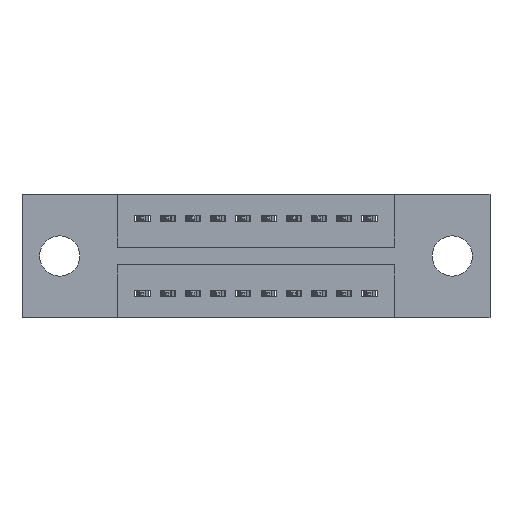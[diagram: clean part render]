
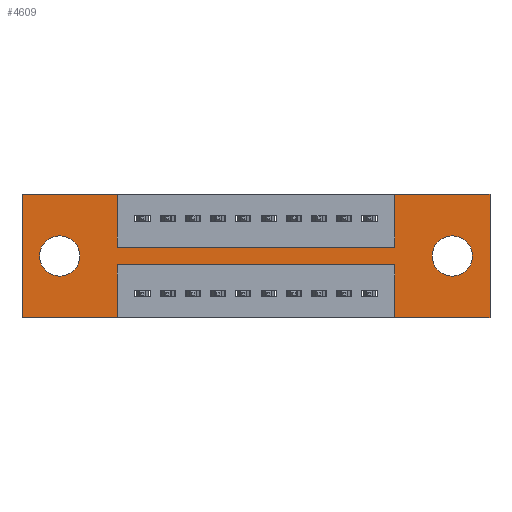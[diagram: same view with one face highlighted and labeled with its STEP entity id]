
A CAD part, front view. The second image highlights one B-rep face of the part: STEP entity #4609.
In plain terms, the highlighted planar face has unit normal (0, -1, 0).
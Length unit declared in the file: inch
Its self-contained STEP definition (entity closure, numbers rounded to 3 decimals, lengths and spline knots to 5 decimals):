
#108 = EDGE_CURVE ( 'NONE', #6865, #3454, #5626, .T. ) ;
#126 = LINE ( 'NONE', #9632, #5754 ) ;
#382 = DIRECTION ( 'NONE',  ( 0., 0., -1. ) ) ;
#423 = CARTESIAN_POINT ( 'NONE',  ( 1.7055, 0., -0.245 ) ) ;
#506 = PLANE ( 'NONE',  #8114 ) ;
#578 = VECTOR ( 'NONE', #8156, 39.37008 ) ;
#815 = VERTEX_POINT ( 'NONE', #3857 ) ;
#823 = EDGE_CURVE ( 'NONE', #4778, #6414, #126, .T. ) ;
#865 = ORIENTED_EDGE ( 'NONE', *, *, #2877, .T. ) ;
#959 = VERTEX_POINT ( 'NONE', #9883 ) ;
#992 = VECTOR ( 'NONE', #3790, 39.37008 ) ;
#1000 = CIRCLE ( 'NONE', #7898, 0.08 ) ;
#1036 = VERTEX_POINT ( 'NONE', #1862 ) ;
#1102 = CARTESIAN_POINT ( 'NONE',  ( 1.855, 0., 0. ) ) ;
#1112 = DIRECTION ( 'NONE',  ( 0., 0., -1. ) ) ;
#1121 = ORIENTED_EDGE ( 'NONE', *, *, #5992, .T. ) ;
#1131 = LINE ( 'NONE', #5982, #5559 ) ;
#1157 = AXIS2_PLACEMENT_3D ( 'NONE', #1777, #6687, #1744 ) ;
#1237 = DIRECTION ( 'NONE',  ( 0., 1., 0. ) ) ;
#1440 = VECTOR ( 'NONE', #4818, 39.37008 ) ;
#1461 = VECTOR ( 'NONE', #5620, 39.37008 ) ;
#1744 = DIRECTION ( 'NONE',  ( 0., 0., 1. ) ) ;
#1777 = CARTESIAN_POINT ( 'NONE',  ( 0.1495, 0., -0.245 ) ) ;
#1862 = CARTESIAN_POINT ( 'NONE',  ( 0.1495, 0., -0.165 ) ) ;
#1935 = CARTESIAN_POINT ( 'NONE',  ( 0., 0., -0.49 ) ) ;
#2377 = CARTESIAN_POINT ( 'NONE',  ( 0.3775, 0., -0.21 ) ) ;
#2548 = ORIENTED_EDGE ( 'NONE', *, *, #10292, .F. ) ;
#2592 = VECTOR ( 'NONE', #7174, 39.37008 ) ;
#2610 = CIRCLE ( 'NONE', #10272, 0.08 ) ;
#2839 = VERTEX_POINT ( 'NONE', #1102 ) ;
#2877 = EDGE_CURVE ( 'NONE', #6188, #7750, #6227, .T. ) ;
#2882 = ORIENTED_EDGE ( 'NONE', *, *, #7788, .F. ) ;
#2954 = CARTESIAN_POINT ( 'NONE',  ( 0., 0., -0.49 ) ) ;
#3040 = EDGE_CURVE ( 'NONE', #7750, #6188, #1000, .T. ) ;
#3163 = LINE ( 'NONE', #5521, #992 ) ;
#3186 = CARTESIAN_POINT ( 'NONE',  ( 0.3775, 0., -0.21 ) ) ;
#3189 = CARTESIAN_POINT ( 'NONE',  ( 1.4775, 0., -0.21 ) ) ;
#3454 = VERTEX_POINT ( 'NONE', #6020 ) ;
#3462 = ORIENTED_EDGE ( 'NONE', *, *, #4570, .F. ) ;
#3477 = EDGE_CURVE ( 'NONE', #959, #10189, #1131, .T. ) ;
#3536 = CARTESIAN_POINT ( 'NONE',  ( 0.1495, 0., -0.325 ) ) ;
#3633 = EDGE_CURVE ( 'NONE', #7823, #7016, #10205, .T. ) ;
#3642 = LINE ( 'NONE', #7280, #578 ) ;
#3790 = DIRECTION ( 'NONE',  ( 1., 0., 0. ) ) ;
#3857 = CARTESIAN_POINT ( 'NONE',  ( 1.855, 0., -0.49 ) ) ;
#3944 = EDGE_LOOP ( 'NONE', ( #5771, #2548, #4471, #7961, #6304, #9039, #2882, #5372, #3462, #5072, #9644, #9049 ) ) ;
#4471 = ORIENTED_EDGE ( 'NONE', *, *, #9600, .F. ) ;
#4505 = EDGE_CURVE ( 'NONE', #2839, #815, #8246, .T. ) ;
#4528 = ORIENTED_EDGE ( 'NONE', *, *, #3040, .T. ) ;
#4570 = EDGE_CURVE ( 'NONE', #5383, #6865, #10308, .T. ) ;
#4609 = ADVANCED_FACE ( 'NONE', ( #9541, #9926, #5301 ), #506, .T. ) ;
#4611 = LINE ( 'NONE', #2377, #1440 ) ;
#4672 = CARTESIAN_POINT ( 'NONE',  ( 1.4775, 0., -0.28 ) ) ;
#4714 = CARTESIAN_POINT ( 'NONE',  ( 0.3775, 0., -0.28 ) ) ;
#4778 = VERTEX_POINT ( 'NONE', #3189 ) ;
#4787 = CIRCLE ( 'NONE', #1157, 0.08 ) ;
#4818 = DIRECTION ( 'NONE',  ( 1., 0., 0. ) ) ;
#5072 = ORIENTED_EDGE ( 'NONE', *, *, #6336, .F. ) ;
#5211 = CARTESIAN_POINT ( 'NONE',  ( 0., 0., -0.49 ) ) ;
#5301 = FACE_OUTER_BOUND ( 'NONE', #3944, .T. ) ;
#5302 = VECTOR ( 'NONE', #1112, 39.37008 ) ;
#5372 = ORIENTED_EDGE ( 'NONE', *, *, #108, .F. ) ;
#5378 = DIRECTION ( 'NONE',  ( 0., -1., 0. ) ) ;
#5383 = VERTEX_POINT ( 'NONE', #10425 ) ;
#5521 = CARTESIAN_POINT ( 'NONE',  ( 0., 0., 0. ) ) ;
#5559 = VECTOR ( 'NONE', #7743, 39.37008 ) ;
#5578 = CARTESIAN_POINT ( 'NONE',  ( 0.1495, 0., -0.245 ) ) ;
#5620 = DIRECTION ( 'NONE',  ( 0., 0., -1. ) ) ;
#5626 = LINE ( 'NONE', #4714, #2592 ) ;
#5666 = EDGE_CURVE ( 'NONE', #10189, #7823, #3642, .T. ) ;
#5754 = VECTOR ( 'NONE', #9696, 39.37008 ) ;
#5771 = ORIENTED_EDGE ( 'NONE', *, *, #823, .F. ) ;
#5821 = LINE ( 'NONE', #5211, #7083 ) ;
#5920 = VECTOR ( 'NONE', #9531, 39.37008 ) ;
#5982 = CARTESIAN_POINT ( 'NONE',  ( 0., 0., -0.49 ) ) ;
#5992 = EDGE_CURVE ( 'NONE', #1036, #7662, #2610, .T. ) ;
#6020 = CARTESIAN_POINT ( 'NONE',  ( 0.3775, 0., -0.28 ) ) ;
#6066 = VECTOR ( 'NONE', #10276, 39.37008 ) ;
#6188 = VERTEX_POINT ( 'NONE', #7856 ) ;
#6227 = CIRCLE ( 'NONE', #6587, 0.08 ) ;
#6229 = EDGE_CURVE ( 'NONE', #6414, #2839, #3163, .T. ) ;
#6294 = EDGE_LOOP ( 'NONE', ( #1121, #8849 ) ) ;
#6304 = ORIENTED_EDGE ( 'NONE', *, *, #5666, .F. ) ;
#6336 = EDGE_CURVE ( 'NONE', #815, #5383, #5821, .T. ) ;
#6375 = EDGE_LOOP ( 'NONE', ( #865, #4528 ) ) ;
#6412 = EDGE_CURVE ( 'NONE', #7662, #1036, #4787, .T. ) ;
#6414 = VERTEX_POINT ( 'NONE', #9557 ) ;
#6587 = AXIS2_PLACEMENT_3D ( 'NONE', #9387, #7639, #6902 ) ;
#6684 = CARTESIAN_POINT ( 'NONE',  ( 0.3775, 0., -0.28 ) ) ;
#6687 = DIRECTION ( 'NONE',  ( 0., 1., 0. ) ) ;
#6746 = CARTESIAN_POINT ( 'NONE',  ( 1.855, 0., 0. ) ) ;
#6797 = DIRECTION ( 'NONE',  ( 0., 0., 1. ) ) ;
#6865 = VERTEX_POINT ( 'NONE', #4672 ) ;
#6902 = DIRECTION ( 'NONE',  ( 0., 0., -1. ) ) ;
#6933 = DIRECTION ( 'NONE',  ( 0., 0., -1. ) ) ;
#6986 = DIRECTION ( 'NONE',  ( -1., 0., 0. ) ) ;
#7016 = VERTEX_POINT ( 'NONE', #8151 ) ;
#7083 = VECTOR ( 'NONE', #6986, 39.37008 ) ;
#7174 = DIRECTION ( 'NONE',  ( -1., 0., 0. ) ) ;
#7280 = CARTESIAN_POINT ( 'NONE',  ( 0., 0., 0. ) ) ;
#7458 = LINE ( 'NONE', #6684, #5302 ) ;
#7639 = DIRECTION ( 'NONE',  ( 0., 1., 0. ) ) ;
#7662 = VERTEX_POINT ( 'NONE', #3536 ) ;
#7743 = DIRECTION ( 'NONE',  ( -1., 0., 0. ) ) ;
#7750 = VERTEX_POINT ( 'NONE', #9189 ) ;
#7760 = CARTESIAN_POINT ( 'NONE',  ( 0., 0., 0. ) ) ;
#7788 = EDGE_CURVE ( 'NONE', #3454, #959, #7458, .T. ) ;
#7823 = VERTEX_POINT ( 'NONE', #7760 ) ;
#7856 = CARTESIAN_POINT ( 'NONE',  ( 1.7055, 0., -0.165 ) ) ;
#7898 = AXIS2_PLACEMENT_3D ( 'NONE', #423, #1237, #6933 ) ;
#7961 = ORIENTED_EDGE ( 'NONE', *, *, #3633, .F. ) ;
#8114 = AXIS2_PLACEMENT_3D ( 'NONE', #2954, #5378, #10376 ) ;
#8151 = CARTESIAN_POINT ( 'NONE',  ( 0.3775, 0., 0. ) ) ;
#8156 = DIRECTION ( 'NONE',  ( 0., 0., 1. ) ) ;
#8246 = LINE ( 'NONE', #6746, #8640 ) ;
#8259 = CARTESIAN_POINT ( 'NONE',  ( 0.3775, 0., -0.21 ) ) ;
#8336 = VERTEX_POINT ( 'NONE', #8259 ) ;
#8640 = VECTOR ( 'NONE', #382, 39.37008 ) ;
#8704 = CARTESIAN_POINT ( 'NONE',  ( 1.4775, 0., -0.28 ) ) ;
#8849 = ORIENTED_EDGE ( 'NONE', *, *, #6412, .T. ) ;
#9039 = ORIENTED_EDGE ( 'NONE', *, *, #3477, .F. ) ;
#9049 = ORIENTED_EDGE ( 'NONE', *, *, #6229, .F. ) ;
#9189 = CARTESIAN_POINT ( 'NONE',  ( 1.7055, 0., -0.325 ) ) ;
#9387 = CARTESIAN_POINT ( 'NONE',  ( 1.7055, 0., -0.245 ) ) ;
#9399 = LINE ( 'NONE', #3186, #1461 ) ;
#9531 = DIRECTION ( 'NONE',  ( 0., 0., 1. ) ) ;
#9541 = FACE_BOUND ( 'NONE', #6375, .T. ) ;
#9557 = CARTESIAN_POINT ( 'NONE',  ( 1.4775, 0., 0. ) ) ;
#9600 = EDGE_CURVE ( 'NONE', #7016, #8336, #9399, .T. ) ;
#9632 = CARTESIAN_POINT ( 'NONE',  ( 1.4775, 0., -0.21 ) ) ;
#9644 = ORIENTED_EDGE ( 'NONE', *, *, #4505, .F. ) ;
#9696 = DIRECTION ( 'NONE',  ( 0., 0., 1. ) ) ;
#9883 = CARTESIAN_POINT ( 'NONE',  ( 0.3775, 0., -0.49 ) ) ;
#9926 = FACE_BOUND ( 'NONE', #6294, .T. ) ;
#10092 = DIRECTION ( 'NONE',  ( 0., 1., 0. ) ) ;
#10189 = VERTEX_POINT ( 'NONE', #1935 ) ;
#10205 = LINE ( 'NONE', #10381, #6066 ) ;
#10272 = AXIS2_PLACEMENT_3D ( 'NONE', #5578, #10092, #6797 ) ;
#10276 = DIRECTION ( 'NONE',  ( 1., 0., 0. ) ) ;
#10292 = EDGE_CURVE ( 'NONE', #8336, #4778, #4611, .T. ) ;
#10308 = LINE ( 'NONE', #8704, #5920 ) ;
#10376 = DIRECTION ( 'NONE',  ( 0., 0., -1. ) ) ;
#10381 = CARTESIAN_POINT ( 'NONE',  ( 0., 0., 0. ) ) ;
#10425 = CARTESIAN_POINT ( 'NONE',  ( 1.4775, 0., -0.49 ) ) ;
